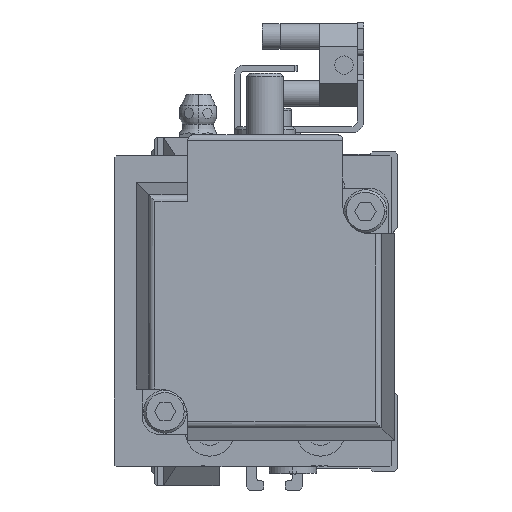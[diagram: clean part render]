
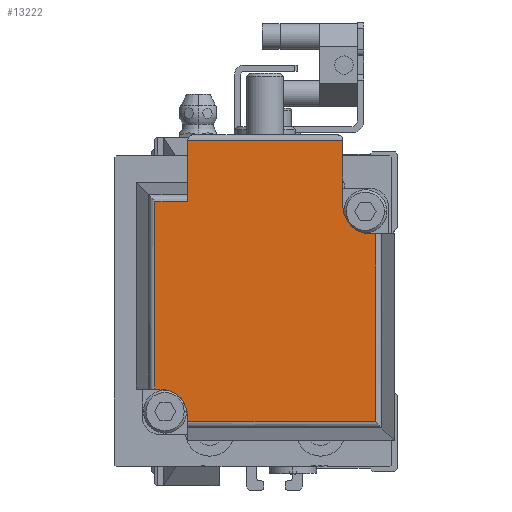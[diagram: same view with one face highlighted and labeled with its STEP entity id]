
A CAD part, left-side view. The second image highlights one B-rep face of the part: STEP entity #13222.
In plain terms, the highlighted face is planar.
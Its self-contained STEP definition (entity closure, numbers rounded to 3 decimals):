
#1 = VECTOR ( 'NONE', #935, 1000. ) ;
#142 = VERTEX_POINT ( 'NONE', #16410 ) ;
#505 = VECTOR ( 'NONE', #19468, 1000. ) ;
#935 = DIRECTION ( 'NONE',  ( 0., 0., 1. ) ) ;
#2780 = VECTOR ( 'NONE', #34908, 1000. ) ;
#3074 = EDGE_CURVE ( 'NONE', #142, #27203, #36932, .T. ) ;
#3924 = DIRECTION ( 'NONE',  ( 0., 1., 0. ) ) ;
#4083 = CARTESIAN_POINT ( 'NONE',  ( 27.7, 82.4, 12.6 ) ) ;
#4221 = CARTESIAN_POINT ( 'NONE',  ( 17.1, 82.4, 17.1 ) ) ;
#4333 = ORIENTED_EDGE ( 'NONE', *, *, #40235, .F. ) ;
#5189 = FACE_OUTER_BOUND ( 'NONE', #16249, .T. ) ;
#6297 = LINE ( 'NONE', #9545, #25358 ) ;
#6800 = CARTESIAN_POINT ( 'NONE',  ( -12.6, 82.4, 25. ) ) ;
#7684 = CARTESIAN_POINT ( 'NONE',  ( 27.7, 82.4, -12.6 ) ) ;
#8307 = ORIENTED_EDGE ( 'NONE', *, *, #15829, .F. ) ;
#8798 = VERTEX_POINT ( 'NONE', #38943 ) ;
#8865 = CARTESIAN_POINT ( 'NONE',  ( -17.929, 82.4, 25. ) ) ;
#9186 = EDGE_CURVE ( 'NONE', #24474, #14012, #35464, .T. ) ;
#9545 = CARTESIAN_POINT ( 'NONE',  ( 12.6, 82.4, 25. ) ) ;
#9636 = VERTEX_POINT ( 'NONE', #30564 ) ;
#9761 = DIRECTION ( 'NONE',  ( 0., 0., -1. ) ) ;
#11036 = ORIENTED_EDGE ( 'NONE', *, *, #39734, .T. ) ;
#11571 = EDGE_CURVE ( 'NONE', #30047, #29562, #19717, .T. ) ;
#11591 = DIRECTION ( 'NONE',  ( 0., 1., 0. ) ) ;
#12544 = DIRECTION ( 'NONE',  ( 0., -1., 0. ) ) ;
#12553 = ORIENTED_EDGE ( 'NONE', *, *, #3074, .T. ) ;
#12690 = VECTOR ( 'NONE', #17193, 1000. ) ;
#13166 = LINE ( 'NONE', #33532, #20714 ) ;
#13222 = ADVANCED_FACE ( 'NONE', ( #5189 ), #15190, .F. ) ;
#13466 = CARTESIAN_POINT ( 'NONE',  ( -17.1, 82.4, -17.1 ) ) ;
#13653 = DIRECTION ( 'NONE',  ( 0., 0., -1. ) ) ;
#13806 = CARTESIAN_POINT ( 'NONE',  ( 12.6, 82.4, 17.1 ) ) ;
#14012 = VERTEX_POINT ( 'NONE', #15079 ) ;
#14425 = DIRECTION ( 'NONE',  ( -1., 0., 0. ) ) ;
#15079 = CARTESIAN_POINT ( 'NONE',  ( 27.7, 82.4, -12.6 ) ) ;
#15110 = CARTESIAN_POINT ( 'NONE',  ( 27.7, 82.4, 12.6 ) ) ;
#15190 = PLANE ( 'NONE',  #29965 ) ;
#15812 = LINE ( 'NONE', #29031, #505 ) ;
#15829 = EDGE_CURVE ( 'NONE', #29765, #27203, #39624, .T. ) ;
#16178 = DIRECTION ( 'NONE',  ( -1., 0., 0. ) ) ;
#16249 = EDGE_LOOP ( 'NONE', ( #34178, #20403, #33110, #29123, #39562, #37734, #12553, #8307, #22378, #40410, #4333, #11036 ) ) ;
#16410 = CARTESIAN_POINT ( 'NONE',  ( -12.6, 82.4, -17.929 ) ) ;
#17193 = DIRECTION ( 'NONE',  ( 1., 0., 0. ) ) ;
#19468 = DIRECTION ( 'NONE',  ( -1., 0., 0. ) ) ;
#19527 = DIRECTION ( 'NONE',  ( 0., 0., -1. ) ) ;
#19545 = VERTEX_POINT ( 'NONE', #34793 ) ;
#19717 = CIRCLE ( 'NONE', #37045, 4.5 ) ;
#19783 = VECTOR ( 'NONE', #28330, 1000. ) ;
#20403 = ORIENTED_EDGE ( 'NONE', *, *, #28393, .T. ) ;
#20404 = EDGE_CURVE ( 'NONE', #32698, #9636, #21660, .T. ) ;
#20714 = VECTOR ( 'NONE', #16178, 1000. ) ;
#21660 = LINE ( 'NONE', #8865, #2780 ) ;
#22378 = ORIENTED_EDGE ( 'NONE', *, *, #25887, .T. ) ;
#22712 = VECTOR ( 'NONE', #38184, 1000. ) ;
#24474 = VERTEX_POINT ( 'NONE', #4083 ) ;
#24592 = LINE ( 'NONE', #7684, #40047 ) ;
#25264 = CARTESIAN_POINT ( 'NONE',  ( -17.1, 82.4, -12.6 ) ) ;
#25330 = CARTESIAN_POINT ( 'NONE',  ( 17.929, 82.4, -17.929 ) ) ;
#25358 = VECTOR ( 'NONE', #9761, 1000. ) ;
#25887 = EDGE_CURVE ( 'NONE', #29765, #9636, #13166, .T. ) ;
#26451 = LINE ( 'NONE', #36201, #42067 ) ;
#27203 = VERTEX_POINT ( 'NONE', #37869 ) ;
#27811 = CARTESIAN_POINT ( 'NONE',  ( 17.929, 82.4, 12.6 ) ) ;
#27845 = DIRECTION ( 'NONE',  ( 0., 0., -1. ) ) ;
#27980 = LINE ( 'NONE', #40782, #22712 ) ;
#28330 = DIRECTION ( 'NONE',  ( 0., 0., -1. ) ) ;
#28393 = EDGE_CURVE ( 'NONE', #30047, #24474, #31285, .T. ) ;
#28569 = AXIS2_PLACEMENT_3D ( 'NONE', #13466, #3924, #19527 ) ;
#29031 = CARTESIAN_POINT ( 'NONE',  ( 25., 82.4, 17.929 ) ) ;
#29123 = ORIENTED_EDGE ( 'NONE', *, *, #34684, .T. ) ;
#29562 = VERTEX_POINT ( 'NONE', #13806 ) ;
#29765 = VERTEX_POINT ( 'NONE', #25264 ) ;
#29965 = AXIS2_PLACEMENT_3D ( 'NONE', #35746, #12544, #32064 ) ;
#30047 = VERTEX_POINT ( 'NONE', #40562 ) ;
#30564 = CARTESIAN_POINT ( 'NONE',  ( -17.929, 82.4, -12.6 ) ) ;
#31285 = LINE ( 'NONE', #27811, #12690 ) ;
#32064 = DIRECTION ( 'NONE',  ( 0., 0., -1. ) ) ;
#32523 = EDGE_CURVE ( 'NONE', #8798, #35472, #26451, .T. ) ;
#32698 = VERTEX_POINT ( 'NONE', #38574 ) ;
#33110 = ORIENTED_EDGE ( 'NONE', *, *, #9186, .T. ) ;
#33532 = CARTESIAN_POINT ( 'NONE',  ( 17.929, 82.4, -12.6 ) ) ;
#34178 = ORIENTED_EDGE ( 'NONE', *, *, #11571, .F. ) ;
#34684 = EDGE_CURVE ( 'NONE', #14012, #8798, #24592, .T. ) ;
#34793 = CARTESIAN_POINT ( 'NONE',  ( 12.6, 82.4, 17.929 ) ) ;
#34908 = DIRECTION ( 'NONE',  ( 0., 0., -1. ) ) ;
#35464 = LINE ( 'NONE', #15110, #19783 ) ;
#35472 = VERTEX_POINT ( 'NONE', #25330 ) ;
#35746 = CARTESIAN_POINT ( 'NONE',  ( 17.929, 82.4, 25. ) ) ;
#36201 = CARTESIAN_POINT ( 'NONE',  ( 17.929, 82.4, 25. ) ) ;
#36932 = LINE ( 'NONE', #6800, #1 ) ;
#37045 = AXIS2_PLACEMENT_3D ( 'NONE', #4221, #11591, #27845 ) ;
#37734 = ORIENTED_EDGE ( 'NONE', *, *, #41191, .T. ) ;
#37869 = CARTESIAN_POINT ( 'NONE',  ( -12.6, 82.4, -17.1 ) ) ;
#38184 = DIRECTION ( 'NONE',  ( -1., 0., 0. ) ) ;
#38574 = CARTESIAN_POINT ( 'NONE',  ( -17.929, 82.4, 17.929 ) ) ;
#38943 = CARTESIAN_POINT ( 'NONE',  ( 17.929, 82.4, -12.6 ) ) ;
#39562 = ORIENTED_EDGE ( 'NONE', *, *, #32523, .T. ) ;
#39624 = CIRCLE ( 'NONE', #28569, 4.5 ) ;
#39734 = EDGE_CURVE ( 'NONE', #19545, #29562, #6297, .T. ) ;
#40047 = VECTOR ( 'NONE', #14425, 1000. ) ;
#40235 = EDGE_CURVE ( 'NONE', #19545, #32698, #15812, .T. ) ;
#40410 = ORIENTED_EDGE ( 'NONE', *, *, #20404, .F. ) ;
#40562 = CARTESIAN_POINT ( 'NONE',  ( 17.1, 82.4, 12.6 ) ) ;
#40782 = CARTESIAN_POINT ( 'NONE',  ( 25., 82.4, -17.929 ) ) ;
#41191 = EDGE_CURVE ( 'NONE', #35472, #142, #27980, .T. ) ;
#42067 = VECTOR ( 'NONE', #13653, 1000. ) ;
